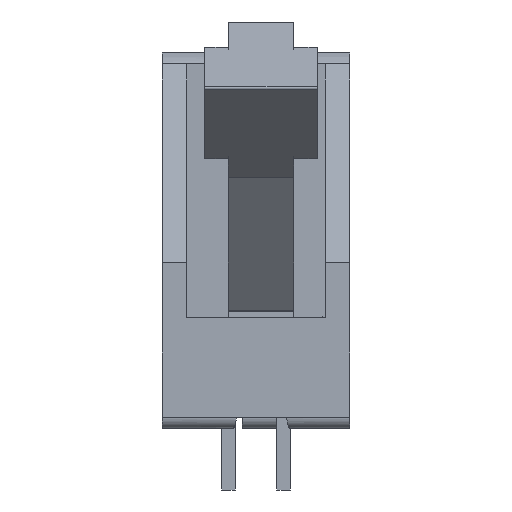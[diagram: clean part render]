
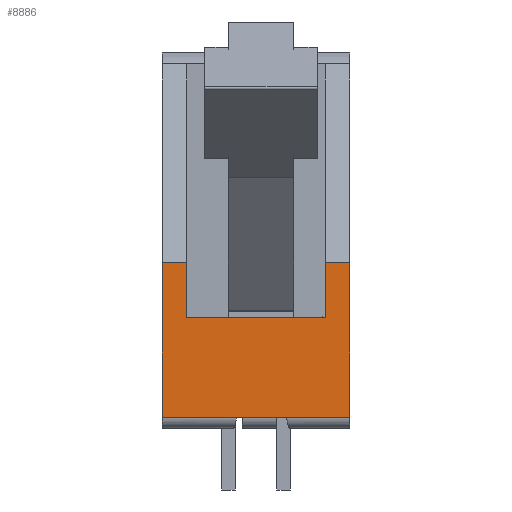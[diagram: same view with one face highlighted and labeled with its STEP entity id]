
A CAD part, left-side view. The second image highlights one B-rep face of the part: STEP entity #8886.
In plain terms, the highlighted planar face has unit normal (-1, 0, 0).
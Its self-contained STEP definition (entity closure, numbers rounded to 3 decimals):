
#257=FACE_OUTER_BOUND($,#850,.T.);
#850=EDGE_LOOP($,(#6194,#6195,#6196,#6197,#6198,#6199,#6200,#6201));
#3179=B_SPLINE_CURVE_WITH_KNOTS($,1,(#12390,#12391),.UNSPECIFIED.,.F.,.F.,
(2,2),(0.,1.),.UNSPECIFIED.);
#3365=B_SPLINE_CURVE_WITH_KNOTS($,1,(#14010,#14011),.UNSPECIFIED.,.F.,.F.,
(2,2),(0.,1.),.UNSPECIFIED.);
#3369=B_SPLINE_CURVE_WITH_KNOTS($,1,(#14020,#14021),.UNSPECIFIED.,.F.,.F.,
(2,2),(0.,1.),.UNSPECIFIED.);
#3371=B_SPLINE_CURVE_WITH_KNOTS($,1,(#14026,#14027),.UNSPECIFIED.,.F.,.F.,
(2,2),(0.,1.),.UNSPECIFIED.);
#3372=B_SPLINE_CURVE_WITH_KNOTS($,1,(#14030,#14031),.UNSPECIFIED.,.F.,.F.,
(2,2),(0.,1.),.UNSPECIFIED.);
#3420=B_SPLINE_CURVE_WITH_KNOTS($,1,(#14660,#14661),.UNSPECIFIED.,.F.,.F.,
(2,2),(0.,1.),.UNSPECIFIED.);
#3469=B_SPLINE_CURVE_WITH_KNOTS($,1,(#14859,#14860),.UNSPECIFIED.,.F.,.F.,
(2,2),(0.,1.),.UNSPECIFIED.);
#3470=B_SPLINE_CURVE_WITH_KNOTS($,1,(#14862,#14863),.UNSPECIFIED.,.F.,.F.,
(2,2),(0.,1.),.UNSPECIFIED.);
#3537=VERTEX_POINT($,#12386);
#3538=VERTEX_POINT($,#12389);
#3687=VERTEX_POINT($,#14006);
#3688=VERTEX_POINT($,#14009);
#3689=VERTEX_POINT($,#14017);
#3690=VERTEX_POINT($,#14023);
#3691=VERTEX_POINT($,#14029);
#3730=VERTEX_POINT($,#14657);
#4403=EDGE_CURVE($,#3537,#3538,#3179,.T.);
#4591=EDGE_CURVE($,#3688,#3687,#3365,.T.);
#4595=EDGE_CURVE($,#3687,#3689,#3369,.T.);
#4597=EDGE_CURVE($,#3689,#3690,#3371,.T.);
#4598=EDGE_CURVE($,#3691,#3688,#3372,.T.);
#4646=EDGE_CURVE($,#3690,#3730,#3420,.T.);
#4695=EDGE_CURVE($,#3537,#3691,#3469,.T.);
#4696=EDGE_CURVE($,#3538,#3730,#3470,.T.);
#6194=ORIENTED_EDGE($,*,*,#4695,.T.);
#6195=ORIENTED_EDGE($,*,*,#4598,.T.);
#6196=ORIENTED_EDGE($,*,*,#4591,.T.);
#6197=ORIENTED_EDGE($,*,*,#4595,.T.);
#6198=ORIENTED_EDGE($,*,*,#4597,.T.);
#6199=ORIENTED_EDGE($,*,*,#4646,.T.);
#6200=ORIENTED_EDGE($,*,*,#4696,.F.);
#6201=ORIENTED_EDGE($,*,*,#4403,.F.);
#8331=PLANE($,#9606);
#8886=ADVANCED_FACE($,(#257),#8331,.T.);
#9606=AXIS2_PLACEMENT_3D($,#14861,#10303,#10304);
#10303=DIRECTION('center_axis',(-1.,0.,0.));
#10304=DIRECTION('ref_axis',(0.,0.,1.));
#12386=CARTESIAN_POINT('',(-31.242,-4.318,7.62));
#12389=CARTESIAN_POINT('',(-31.242,-4.318,0.508));
#12390=CARTESIAN_POINT('Ctrl Pts',(-31.242,-4.318,7.62));
#12391=CARTESIAN_POINT('Ctrl Pts',(-31.242,-4.318,0.508));
#14006=CARTESIAN_POINT('',(-31.242,3.175,5.08));
#14009=CARTESIAN_POINT('',(-31.242,-3.175,5.08));
#14010=CARTESIAN_POINT('Ctrl Pts',(-31.242,-3.175,5.08));
#14011=CARTESIAN_POINT('Ctrl Pts',(-31.242,3.175,5.08));
#14017=CARTESIAN_POINT('',(-31.242,3.175,7.62));
#14020=CARTESIAN_POINT('Ctrl Pts',(-31.242,3.175,5.08));
#14021=CARTESIAN_POINT('Ctrl Pts',(-31.242,3.175,7.62));
#14023=CARTESIAN_POINT('',(-31.242,4.318,7.62));
#14026=CARTESIAN_POINT('Ctrl Pts',(-31.242,3.175,7.62));
#14027=CARTESIAN_POINT('Ctrl Pts',(-31.242,4.318,7.62));
#14029=CARTESIAN_POINT('',(-31.242,-3.175,7.62));
#14030=CARTESIAN_POINT('Ctrl Pts',(-31.242,-3.175,7.62));
#14031=CARTESIAN_POINT('Ctrl Pts',(-31.242,-3.175,5.08));
#14657=CARTESIAN_POINT('',(-31.242,4.318,0.508));
#14660=CARTESIAN_POINT('Ctrl Pts',(-31.242,4.318,7.62));
#14661=CARTESIAN_POINT('Ctrl Pts',(-31.242,4.318,0.508));
#14859=CARTESIAN_POINT('Ctrl Pts',(-31.242,-4.318,7.62));
#14860=CARTESIAN_POINT('Ctrl Pts',(-31.242,-3.175,7.62));
#14861=CARTESIAN_POINT('Origin',(-31.242,4.491,7.762));
#14862=CARTESIAN_POINT('Ctrl Pts',(-31.242,-4.318,0.508));
#14863=CARTESIAN_POINT('Ctrl Pts',(-31.242,4.318,0.508));
